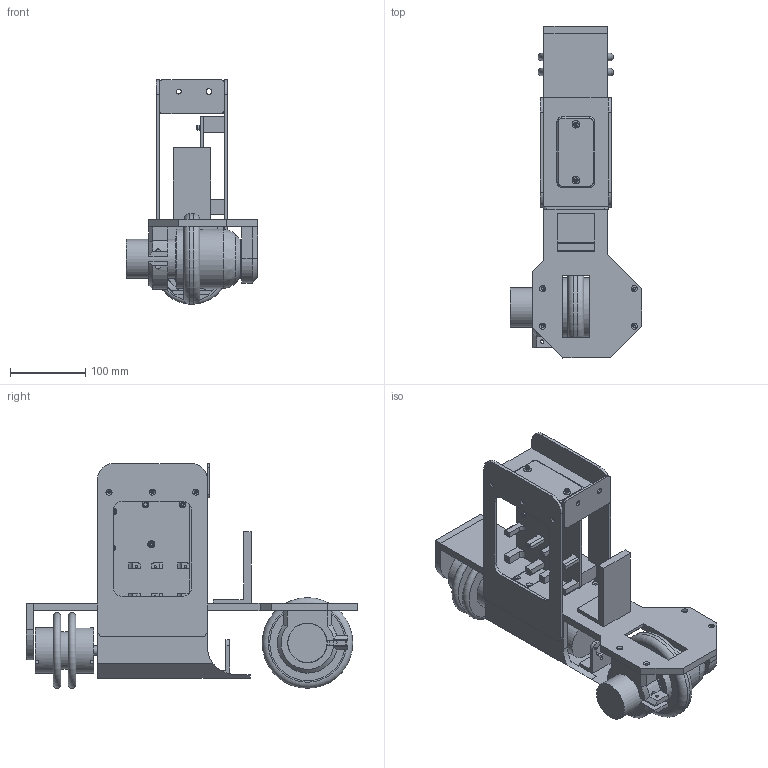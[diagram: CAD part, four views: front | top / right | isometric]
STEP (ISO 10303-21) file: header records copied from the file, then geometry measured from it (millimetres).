
FILE_DESCRIPTION(/* description */ (''),/* implementation_level */ '2;1');
FILE_NAME(/* name */ '603459ef-9a51-4abf-b656-1aebfccc18e0.stp',/* time_stamp */ '2022-02-18T11:05:07+00:00',/* author */ (''),/* organization */ (''),/* preprocessor_version */ 'ST-DEVELOPER v18.1',/* originating_system */ 'Autodesk Translation Framework v10.13.0.1454',/* authorisation */ '');
FILE_SCHEMA (('AUTOMOTIVE_DESIGN { 1 0 10303 214 3 1 1 }'));
Length unit declared in the file: millimetre
Products named in the file (2): OmniBike; rearDrive
Assembly tree (1 placements, depth 2):
  OmniBike
    rearDrive
Bounding box: 174.56 x 439.92 x 297.46 mm (x, y, z)
Volume: 2752822.2 mm3; surface area: 680739.6 mm2
Topology: 27 solids, 27 shells, 570 faces, 1306 edges, 853 vertices
Faces by surface type: plane 304, cylinder 209, cone 47, torus 9, bspline 1
Full cylindrical faces by diameter (mm): 2.8 x35, 4 x32, 4.5 x10, 4.8 x3, 5 x8, 5.1 x4, 6 x2, 6.2 x1, 6.3 x2, 6.5 x3, 7 x3, 7.5 x1, 12 x2, 12.5 x2, 12.65 x1, 18.2 x1, 20.8 x1, 22.3 x1, 32 x2, 34 x1, 38 x2, 39.7 x1, 40 x1, 43 x1, 49.35 x1, 50 x1, 52 x5, 52.35 x1, 52.5 x1, 54.8 x1
Entity records: 16769 total; most frequent: CARTESIAN_POINT 3013, DIRECTION 2936, ORIENTED_EDGE 2612, EDGE_CURVE 1306, AXIS2_PLACEMENT_3D 1085, VERTEX_POINT 853, EDGE_LOOP 789, LINE 766
